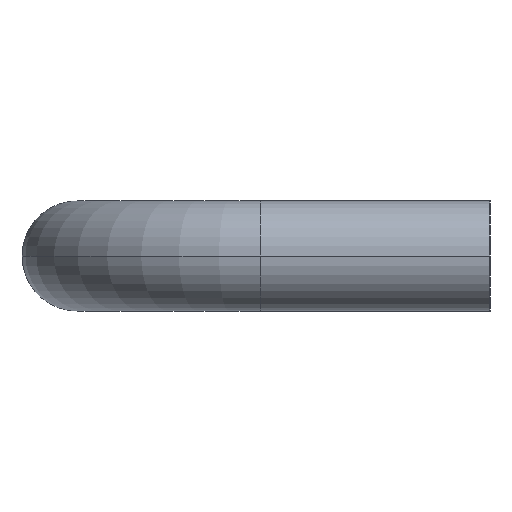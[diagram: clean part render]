
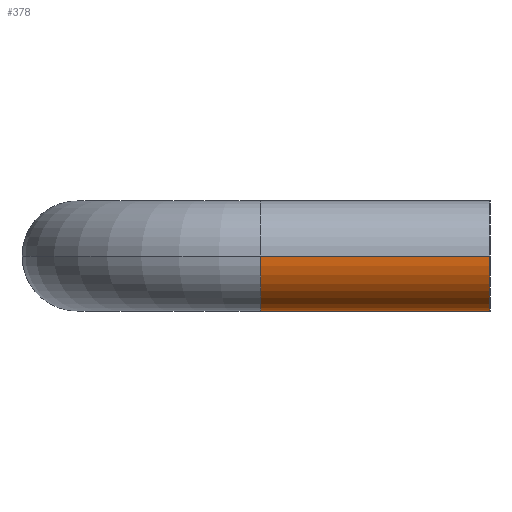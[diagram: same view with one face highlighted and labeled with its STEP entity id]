
A CAD part, left-side view. The second image highlights one B-rep face of the part: STEP entity #378.
In plain terms, the highlighted cylindrical face has radius 6 mm (diameter 12 mm), a partial arc.
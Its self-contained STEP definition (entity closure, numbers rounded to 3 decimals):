
#252=VERTEX_POINT('',#574);
#294=EDGE_CURVE('',#342,#252,#620,.T.);
#336=EDGE_CURVE('',#424,#354,#664,.T.);
#342=VERTEX_POINT('',#672);
#354=VERTEX_POINT('',#685);
#378=ADVANCED_FACE('',(#713),#714,.T.);
#424=VERTEX_POINT('',#763);
#430=EDGE_CURVE('',#354,#342,#771,.T.);
#454=EDGE_CURVE('',#252,#424,#800,.T.);
#574=CARTESIAN_POINT('',(-6.0,25.0,0.));
#620=CIRCLE('',#994,6.0);
#664=CIRCLE('',#1060,6.0);
#672=CARTESIAN_POINT('',(6.0,25.0,0.0));
#685=CARTESIAN_POINT('',(6.0,0.0,0.0));
#713=FACE_OUTER_BOUND('',#1119,.T.);
#714=CYLINDRICAL_SURFACE('',#1120,6.0);
#763=CARTESIAN_POINT('',(-6.0,0.0,0.));
#771=LINE('',#1195,#1196);
#800=LINE('',#1230,#1231);
#994=AXIS2_PLACEMENT_3D('',#1421,#1422,#1423);
#1060=AXIS2_PLACEMENT_3D('',#1464,#1465,#1466);
#1119=EDGE_LOOP('',(#1537,#1538,#1539,#1540));
#1120=AXIS2_PLACEMENT_3D('',#1541,#1542,#1543);
#1195=CARTESIAN_POINT('',(6.0,12.5,0.));
#1196=VECTOR('',#1612,1.0);
#1230=CARTESIAN_POINT('',(-6.0,12.5,0.));
#1231=VECTOR('',#1661,1.0);
#1421=CARTESIAN_POINT('',(0.0,25.0,0.0));
#1422=DIRECTION('',(-0.0,1.0,0.0));
#1423=DIRECTION('',(1.0,0.0,0.0));
#1464=CARTESIAN_POINT('',(0.0,0.0,0.0));
#1465=DIRECTION('',(0.0,-1.0,0.0));
#1466=DIRECTION('',(1.0,0.0,0.0));
#1537=ORIENTED_EDGE('',*,*,#430,.F.);
#1538=ORIENTED_EDGE('',*,*,#336,.F.);
#1539=ORIENTED_EDGE('',*,*,#454,.F.);
#1540=ORIENTED_EDGE('',*,*,#294,.F.);
#1541=CARTESIAN_POINT('',(0.0,12.5,0.0));
#1542=DIRECTION('',(0.0,-1.0,-0.0));
#1543=DIRECTION('',(1.0,0.0,0.0));
#1612=DIRECTION('',(0.0,1.0,0.0));
#1661=DIRECTION('',(-0.0,-1.0,-0.0));
